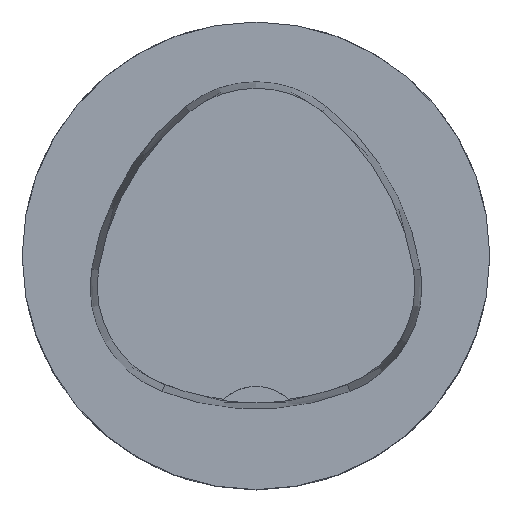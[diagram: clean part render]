
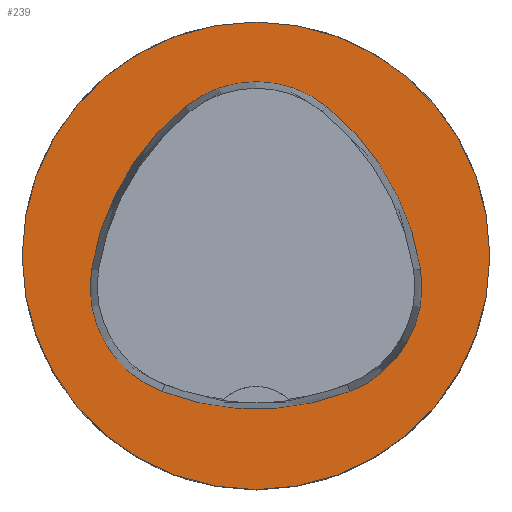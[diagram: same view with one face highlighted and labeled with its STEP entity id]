
A CAD part, top view. The second image highlights one B-rep face of the part: STEP entity #239.
In plain terms, the highlighted planar face has unit normal (0, 0, 1).
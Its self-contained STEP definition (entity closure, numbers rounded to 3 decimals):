
#195=PLANE('',#861);
#239=ADVANCED_FACE('',(#316,#317),#195,.T.);
#316=FACE_BOUND('',#375,.T.);
#317=FACE_BOUND('',#376,.T.);
#375=EDGE_LOOP('',(#488,#489,#490,#491,#492,#493));
#376=EDGE_LOOP('',(#494));
#488=ORIENTED_EDGE('',*,*,#648,.T.);
#489=ORIENTED_EDGE('',*,*,#628,.T.);
#490=ORIENTED_EDGE('',*,*,#632,.T.);
#491=ORIENTED_EDGE('',*,*,#635,.T.);
#492=ORIENTED_EDGE('',*,*,#638,.T.);
#493=ORIENTED_EDGE('',*,*,#646,.T.);
#494=ORIENTED_EDGE('',*,*,#619,.F.);
#563=VERTEX_POINT('',#1205);
#572=VERTEX_POINT('',#1224);
#573=VERTEX_POINT('',#1225);
#576=VERTEX_POINT('',#1233);
#578=VERTEX_POINT('',#1239);
#580=VERTEX_POINT('',#1245);
#587=VERTEX_POINT('',#1266);
#619=EDGE_CURVE('',#563,#563,#682,.T.);
#628=EDGE_CURVE('',#572,#573,#683,.T.);
#632=EDGE_CURVE('',#573,#576,#685,.T.);
#635=EDGE_CURVE('',#576,#578,#687,.T.);
#638=EDGE_CURVE('',#578,#580,#689,.T.);
#646=EDGE_CURVE('',#580,#587,#693,.T.);
#648=EDGE_CURVE('',#587,#572,#695,.T.);
#682=CIRCLE('',#832,25.);
#683=CIRCLE('',#838,28.);
#685=CIRCLE('',#841,12.);
#687=CIRCLE('',#844,28.);
#689=CIRCLE('',#847,12.);
#693=CIRCLE('',#852,28.);
#695=CIRCLE('',#855,12.);
#832=AXIS2_PLACEMENT_3D('',#1204,#992,#993);
#838=AXIS2_PLACEMENT_3D('',#1223,#1008,#1009);
#841=AXIS2_PLACEMENT_3D('',#1232,#1016,#1017);
#844=AXIS2_PLACEMENT_3D('',#1238,#1023,#1024);
#847=AXIS2_PLACEMENT_3D('',#1244,#1030,#1031);
#852=AXIS2_PLACEMENT_3D('',#1267,#1042,#1043);
#855=AXIS2_PLACEMENT_3D('',#1270,#1048,#1049);
#861=AXIS2_PLACEMENT_3D('',#1276,#1060,#1061);
#992=DIRECTION('',(0.,0.,-1.));
#993=DIRECTION('',(-1.,0.,0.));
#1008=DIRECTION('',(0.,0.,-1.));
#1009=DIRECTION('',(-1.,0.,0.));
#1016=DIRECTION('',(0.,0.,-1.));
#1017=DIRECTION('',(-1.,0.,0.));
#1023=DIRECTION('',(0.,0.,-1.));
#1024=DIRECTION('',(-1.,0.,0.));
#1030=DIRECTION('',(0.,0.,-1.));
#1031=DIRECTION('',(-1.,0.,0.));
#1042=DIRECTION('',(0.,0.,-1.));
#1043=DIRECTION('',(-1.,0.,0.));
#1048=DIRECTION('',(0.,0.,-1.));
#1049=DIRECTION('',(-1.,0.,0.));
#1060=DIRECTION('',(0.,0.,1.));
#1061=DIRECTION('',(-1.,0.,0.));
#1204=CARTESIAN_POINT('',(0.,0.,0.));
#1205=CARTESIAN_POINT('',(-25.,0.,0.));
#1223=CARTESIAN_POINT('',(10.068,-5.824,0.));
#1224=CARTESIAN_POINT('',(-17.584,-1.424,0.));
#1225=CARTESIAN_POINT('',(-7.531,15.953,0.));
#1232=CARTESIAN_POINT('',(0.011,6.62,0.));
#1233=CARTESIAN_POINT('',(7.567,15.942,0.));
#1238=CARTESIAN_POINT('',(-10.063,-5.81,0.));
#1239=CARTESIAN_POINT('',(17.59,-1.418,0.));
#1244=CARTESIAN_POINT('',(5.739,-3.3,0.));
#1245=CARTESIAN_POINT('',(10.05,-14.499,0.));
#1266=CARTESIAN_POINT('',(-10.025,-14.516,0.));
#1267=CARTESIAN_POINT('',(-0.01,11.631,0.));
#1270=CARTESIAN_POINT('',(-5.733,-3.31,0.));
#1276=CARTESIAN_POINT('',(0.,0.,0.));
